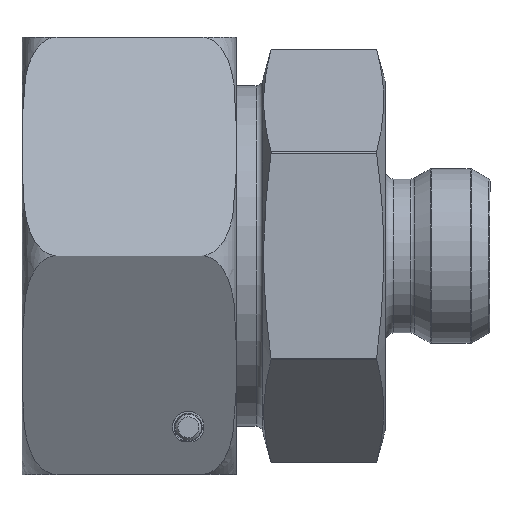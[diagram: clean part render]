
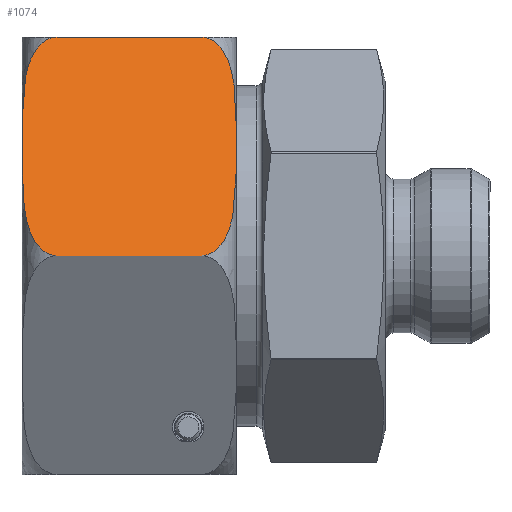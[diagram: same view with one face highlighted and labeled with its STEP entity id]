
A CAD part, top view. The second image highlights one B-rep face of the part: STEP entity #1074.
In plain terms, the highlighted planar face has unit normal (0, 0.5, 0.866).
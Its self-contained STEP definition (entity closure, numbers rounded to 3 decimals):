
#825=PLANE('',#5426);
#1074=ADVANCED_FACE('',(#1333),#825,.F.);
#1333=FACE_OUTER_BOUND('',#1672,.T.);
#1672=EDGE_LOOP('',(#2731,#2732,#2733,#2734));
#2094=B_SPLINE_CURVE_WITH_KNOTS('',3,(#7960,#7961,#7962,#7963,#7964,#7965,
#7966,#7967,#7968,#7969,#7970,#7971,#7972,#7973,#7974,#7975,#7976,#7977),
 .UNSPECIFIED.,.F.,.F.,(4,2,2,2,2,2,2,2,4),(0.,0.062,0.125,
0.25,0.5,0.75,0.875,0.938,1.),.UNSPECIFIED.);
#2102=B_SPLINE_CURVE_WITH_KNOTS('',3,(#8152,#8153,#8154,#8155,#8156,#8157,
#8158,#8159,#8160,#8161,#8162,#8163,#8164,#8165,#8166,#8167,#8168,#8169),
 .UNSPECIFIED.,.F.,.F.,(4,2,2,2,2,2,2,2,4),(0.,0.063,0.125,0.25,0.5,0.75,
0.875,0.938,1.),.UNSPECIFIED.);
#2731=ORIENTED_EDGE('',*,*,#4445,.T.);
#2732=ORIENTED_EDGE('',*,*,#4424,.T.);
#2733=ORIENTED_EDGE('',*,*,#4447,.T.);
#2734=ORIENTED_EDGE('',*,*,#4454,.T.);
#3939=VERTEX_POINT('',#7959);
#3940=VERTEX_POINT('',#7978);
#3956=VERTEX_POINT('',#8071);
#3957=VERTEX_POINT('',#8075);
#4424=EDGE_CURVE('',#3940,#3939,#2094,.T.);
#4445=EDGE_CURVE('',#3956,#3940,#4876,.T.);
#4447=EDGE_CURVE('',#3939,#3957,#4877,.T.);
#4454=EDGE_CURVE('',#3957,#3956,#2102,.T.);
#4876=LINE('',#8070,#5081);
#4877=LINE('',#8074,#5082);
#5081=VECTOR('',#5864,1.);
#5082=VECTOR('',#5869,1.);
#5426=AXIS2_PLACEMENT_3D('',#8293,#5916,#5917);
#5864=DIRECTION('',(-1.,0.,0.));
#5869=DIRECTION('',(1.,0.,0.));
#5916=DIRECTION('',(0.,-0.5,-0.866));
#5917=DIRECTION('',(0.,0.866,-0.5));
#7959=CARTESIAN_POINT('',(4.,0.,28.867));
#7960=CARTESIAN_POINT('',(4.,25.,14.434));
#7961=CARTESIAN_POINT('',(3.316,25.,14.434));
#7962=CARTESIAN_POINT('',(2.685,24.679,14.619));
#7963=CARTESIAN_POINT('',(1.754,23.839,15.104));
#7964=CARTESIAN_POINT('',(1.416,23.322,15.403));
#7965=CARTESIAN_POINT('',(0.63,21.716,16.33));
#7966=CARTESIAN_POINT('',(0.393,20.564,16.995));
#7967=CARTESIAN_POINT('',(-0.05,17.13,18.977));
#7968=CARTESIAN_POINT('',(0.002,14.802,20.322));
#7969=CARTESIAN_POINT('',(0.002,10.174,22.994));
#7970=CARTESIAN_POINT('',(-0.052,7.852,24.334));
#7971=CARTESIAN_POINT('',(0.399,4.403,26.325));
#7972=CARTESIAN_POINT('',(0.636,3.262,26.984));
#7973=CARTESIAN_POINT('',(1.428,1.658,27.911));
#7974=CARTESIAN_POINT('',(1.768,1.145,28.207));
#7975=CARTESIAN_POINT('',(2.696,0.315,28.686));
#7976=CARTESIAN_POINT('',(3.321,0.,28.867));
#7977=CARTESIAN_POINT('',(4.,0.,28.867));
#7978=CARTESIAN_POINT('',(4.,25.,14.434));
#8070=CARTESIAN_POINT('',(0.,25.,14.434));
#8071=CARTESIAN_POINT('',(20.5,25.,14.434));
#8074=CARTESIAN_POINT('',(0.,0.,28.867));
#8075=CARTESIAN_POINT('',(20.5,0.,28.867));
#8152=CARTESIAN_POINT('',(20.5,0.,28.867));
#8153=CARTESIAN_POINT('',(21.184,0.,28.867));
#8154=CARTESIAN_POINT('',(21.815,0.321,28.682));
#8155=CARTESIAN_POINT('',(22.746,1.161,28.197));
#8156=CARTESIAN_POINT('',(23.084,1.678,27.898));
#8157=CARTESIAN_POINT('',(23.87,3.284,26.971));
#8158=CARTESIAN_POINT('',(24.107,4.436,26.306));
#8159=CARTESIAN_POINT('',(24.55,7.87,24.324));
#8160=CARTESIAN_POINT('',(24.498,10.198,22.98));
#8161=CARTESIAN_POINT('',(24.498,14.826,20.308));
#8162=CARTESIAN_POINT('',(24.552,17.148,18.967));
#8163=CARTESIAN_POINT('',(24.101,20.597,16.976));
#8164=CARTESIAN_POINT('',(23.864,21.738,16.317));
#8165=CARTESIAN_POINT('',(23.072,23.342,15.391));
#8166=CARTESIAN_POINT('',(22.732,23.855,15.095));
#8167=CARTESIAN_POINT('',(21.804,24.685,14.616));
#8168=CARTESIAN_POINT('',(21.179,25.,14.434));
#8169=CARTESIAN_POINT('',(20.5,25.,14.434));
#8293=CARTESIAN_POINT('',(25.,25.,14.434));
